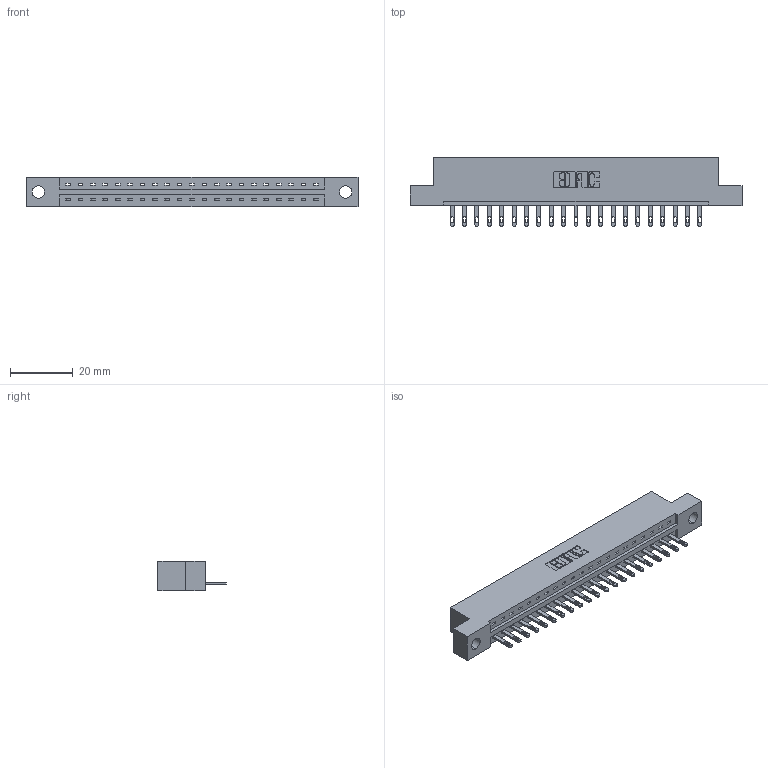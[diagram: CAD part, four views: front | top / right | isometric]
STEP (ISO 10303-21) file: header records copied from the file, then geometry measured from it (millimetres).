
FILE_DESCRIPTION (( 'STEP AP203' ), '1' );
FILE_NAME ('887-021-500-104.STEP', '2020-09-20T18:21:52', ( '' ), ( '' ), 'SwSTEP 2.0', 'SolidWorks 2020', '' );
FILE_SCHEMA (( 'CONFIG_CONTROL_DESIGN' ));
Length unit declared in the file: inch
Products named in the file (3): 837 Part_Flush Mounting Lugs - 0.156 Dia-TH; 887-021-500-104; 345-292-001_345-293-100
Assembly tree (22 placements, depth 2):
  887-021-500-104
    837 Part_Flush Mounting Lugs - 0.156 Dia-TH
    345-292-001_345-293-100  x21
Bounding box: 106.22 x 21.85 x 9.4 mm (x, y, z)
Volume: 10702.4 mm3; surface area: 10787.1 mm2
Topology: 22 solids, 22 shells, 1332 faces, 4091 edges, 2726 vertices
Faces by surface type: plane 910, cylinder 422
Entity records: 18259 total; most frequent: CARTESIAN_POINT 3185, ORIENTED_EDGE 3142, DIRECTION 2725, EDGE_CURVE 1571, LINE 1439, VECTOR 1439, VERTEX_POINT 1046, AXIS2_PLACEMENT_3D 643
